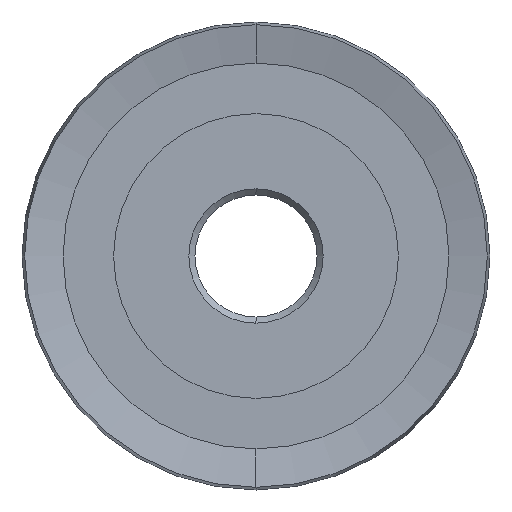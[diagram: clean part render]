
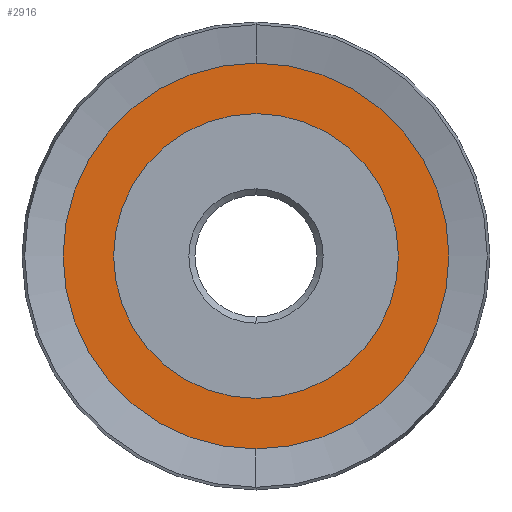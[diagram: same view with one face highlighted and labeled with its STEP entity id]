
A CAD part, left-side view. The second image highlights one B-rep face of the part: STEP entity #2916.
In plain terms, the highlighted planar face has unit normal (-1, 0, 0).
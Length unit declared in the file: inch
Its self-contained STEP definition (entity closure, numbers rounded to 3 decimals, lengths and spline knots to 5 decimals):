
#117 = CARTESIAN_POINT ( 'NONE',  ( 0.04, 0., 0. ) ) ;
#157 = DIRECTION ( 'NONE',  ( 0., 0., 1. ) ) ;
#345 = CARTESIAN_POINT ( 'NONE',  ( 0.04, 0., 0.5928 ) ) ;
#372 = AXIS2_PLACEMENT_3D ( 'NONE', #117, #3023, #522 ) ;
#411 = DIRECTION ( 'NONE',  ( -1., 0., 0. ) ) ;
#522 = DIRECTION ( 'NONE',  ( 0., 0., 1. ) ) ;
#532 = EDGE_LOOP ( 'NONE', ( #4074, #3181 ) ) ;
#751 = CIRCLE ( 'NONE', #1117, 0.5928 ) ;
#828 = AXIS2_PLACEMENT_3D ( 'NONE', #3371, #848, #3809 ) ;
#848 = DIRECTION ( 'NONE',  ( -1., 0., 0. ) ) ;
#932 = VERTEX_POINT ( 'NONE', #965 ) ;
#965 = CARTESIAN_POINT ( 'NONE',  ( 0.04, 0., -0.4375 ) ) ;
#1050 = EDGE_CURVE ( 'NONE', #4597, #2209, #3926, .T. ) ;
#1117 = AXIS2_PLACEMENT_3D ( 'NONE', #2917, #411, #3346 ) ;
#1217 = FACE_OUTER_BOUND ( 'NONE', #532, .T. ) ;
#1438 = DIRECTION ( 'NONE',  ( -1., 0., 0. ) ) ;
#1754 = CIRCLE ( 'NONE', #828, 0.4375 ) ;
#2209 = VERTEX_POINT ( 'NONE', #345 ) ;
#2265 = ORIENTED_EDGE ( 'NONE', *, *, #2301, .F. ) ;
#2276 = EDGE_CURVE ( 'NONE', #2209, #4597, #751, .T. ) ;
#2301 = EDGE_CURVE ( 'NONE', #932, #3912, #1754, .T. ) ;
#2368 = CIRCLE ( 'NONE', #5172, 0.4375 ) ;
#2594 = PLANE ( 'NONE',  #372 ) ;
#2635 = DIRECTION ( 'NONE',  ( -1., 0., 0. ) ) ;
#2676 = CARTESIAN_POINT ( 'NONE',  ( 0.04, 0., -0.5928 ) ) ;
#2916 = ADVANCED_FACE ( 'NONE', ( #3583, #1217 ), #2594, .T. ) ;
#2917 = CARTESIAN_POINT ( 'NONE',  ( 0.04, 0., 0. ) ) ;
#3023 = DIRECTION ( 'NONE',  ( -1., 0., 0. ) ) ;
#3155 = CARTESIAN_POINT ( 'NONE',  ( 0.04, 0., 0.4375 ) ) ;
#3181 = ORIENTED_EDGE ( 'NONE', *, *, #1050, .T. ) ;
#3346 = DIRECTION ( 'NONE',  ( 0., 0., 1. ) ) ;
#3371 = CARTESIAN_POINT ( 'NONE',  ( 0.04, 0., 0. ) ) ;
#3583 = FACE_BOUND ( 'NONE', #4920, .T. ) ;
#3668 = AXIS2_PLACEMENT_3D ( 'NONE', #3980, #1438, #4395 ) ;
#3705 = EDGE_CURVE ( 'NONE', #3912, #932, #2368, .T. ) ;
#3809 = DIRECTION ( 'NONE',  ( 0., 0., 1. ) ) ;
#3912 = VERTEX_POINT ( 'NONE', #3155 ) ;
#3926 = CIRCLE ( 'NONE', #3668, 0.5928 ) ;
#3980 = CARTESIAN_POINT ( 'NONE',  ( 0.04, 0., 0. ) ) ;
#4074 = ORIENTED_EDGE ( 'NONE', *, *, #2276, .T. ) ;
#4395 = DIRECTION ( 'NONE',  ( 0., 0., 1. ) ) ;
#4423 = ORIENTED_EDGE ( 'NONE', *, *, #3705, .F. ) ;
#4597 = VERTEX_POINT ( 'NONE', #2676 ) ;
#4920 = EDGE_LOOP ( 'NONE', ( #2265, #4423 ) ) ;
#5148 = CARTESIAN_POINT ( 'NONE',  ( 0.04, 0., 0. ) ) ;
#5172 = AXIS2_PLACEMENT_3D ( 'NONE', #5148, #2635, #157 ) ;
